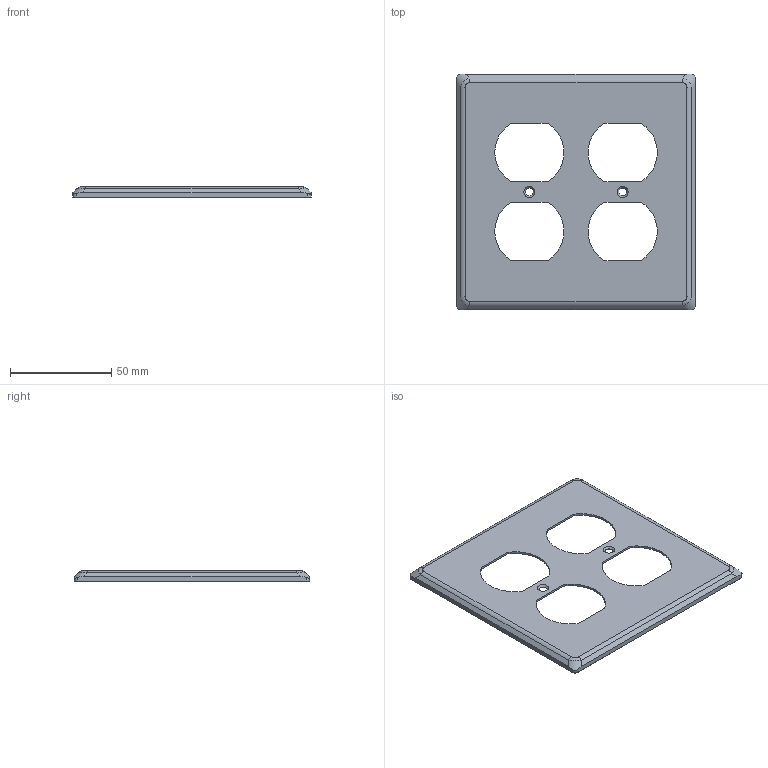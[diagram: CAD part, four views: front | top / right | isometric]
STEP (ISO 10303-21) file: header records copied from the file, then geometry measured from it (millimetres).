
FILE_DESCRIPTION(/* description */ ('COVER FOR DUPLEX RECEPTACLE'),/* implementation_level */ '2;1');
FILE_NAME(/* name */ '07805-7.ipt.stp',/* time_stamp */ '2020-11-10T19:52:13+05:00',/* author */ ('kr'),/* organization */ (''),/* preprocessor_version */ 'ST-DEVELOPER v18',/* originating_system */ 'Autodesk Inventor 2020',/* authorisation */ '');
FILE_SCHEMA (('AUTOMOTIVE_DESIGN { 1 0 10303 214 3 1 1 }'));
Length unit declared in the file: inch
Products named in the file (1): 1FA
Bounding box: 117.47 x 115.87 x 5.08 mm (x, y, z)
Volume: 14267 mm3; surface area: 23934.4 mm2
Topology: 1 solids, 1 shells, 718 faces, 1963 edges, 1304 vertices
Faces by surface type: plane 426, bspline 211, cylinder 79, cone 2
Full cylindrical faces by diameter (mm): 3.962 x2
Entity records: 24437 total; most frequent: CARTESIAN_POINT 7427, ORIENTED_EDGE 3926, DIRECTION 2744, EDGE_CURVE 1963, LINE 1370, VECTOR 1370, VERTEX_POINT 1304, EDGE_LOOP 787
